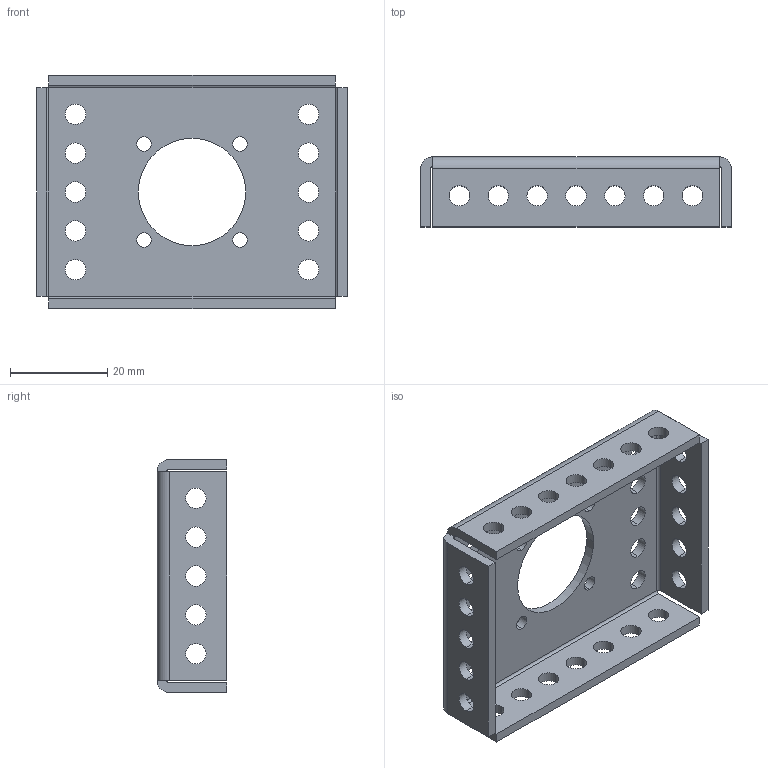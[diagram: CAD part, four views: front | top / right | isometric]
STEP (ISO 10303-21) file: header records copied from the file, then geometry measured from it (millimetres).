
FILE_DESCRIPTION (( 'STEP AP214' ), '1' );
FILE_NAME ('07-AM3637.STEP', '2025-11-27T17:28:54', ( '' ), ( '' ), 'SwSTEP 2.0', 'SolidWorks 2025', '' );
FILE_SCHEMA (( 'AUTOMOTIVE_DESIGN' ));
Length unit declared in the file: millimetre
Products named in the file (1): 07-AM3637
Bounding box: 64 x 14.4 x 48 mm (x, y, z)
Volume: 9124.7 mm3; surface area: 10872.3 mm2
Topology: 1 solids, 1 shells, 108 faces, 302 edges, 196 vertices
Faces by surface type: cylinder 86, plane 22
Entity records: 3729 total; most frequent: DIRECTION 692, CARTESIAN_POINT 607, ORIENTED_EDGE 604, EDGE_CURVE 302, AXIS2_PLACEMENT_3D 281, VERTEX_POINT 196, EDGE_LOOP 186, CIRCLE 172
